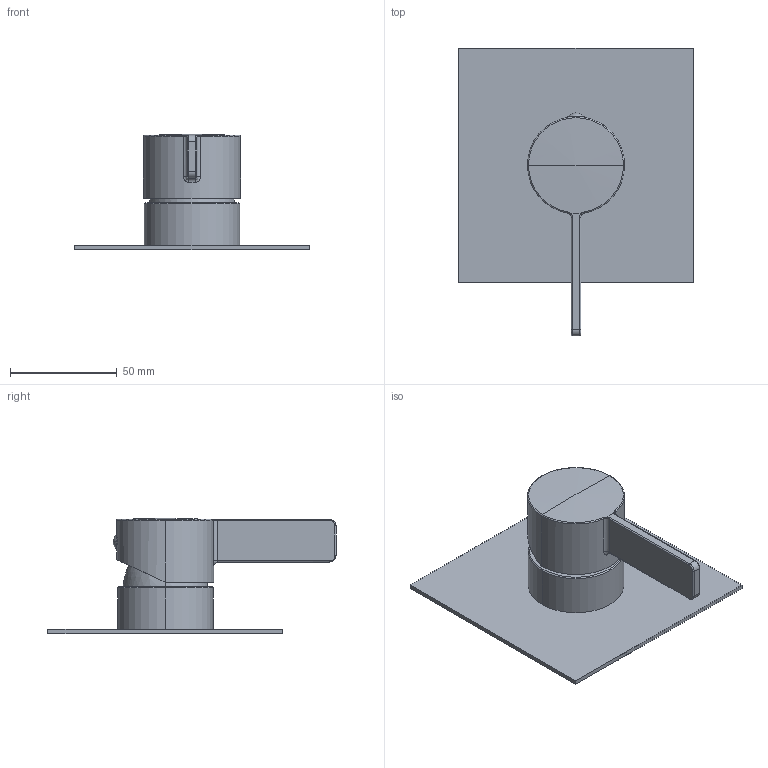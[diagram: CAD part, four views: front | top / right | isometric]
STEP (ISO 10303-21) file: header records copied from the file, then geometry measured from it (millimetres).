
FILE_DESCRIPTION((''),'2;1');
FILE_NAME('RO010CR-M','2021-01-15T14:48:11',('ut3'),('PAFFONI SpA'),'CREO PARAMETRIC BY PTC INC, 2020044','CREO PARAMETRIC BY PTC INC, 2020044','');
FILE_SCHEMA(('CONFIG_CONTROL_DESIGN','SHAPE_APPEARANCE_LAYERS_GROUPS'));
Length unit declared in the file: millimetre
Products named in the file (1): RO010CR-M
Bounding box: 110 x 135 x 54.1 mm (x, y, z)
Volume: 55751 mm3; surface area: 47042.1 mm2
Topology: 2 solids, 2 shells, 151 faces, 354 edges, 212 vertices
Faces by surface type: plane 50, cylinder 47, cone 21, torus 17, bspline 14, sphere 2
Entity records: 6466 total; most frequent: CARTESIAN_POINT 1974, DIRECTION 711, ORIENTED_EDGE 700, EDGE_CURVE 350, AXIS2_PLACEMENT_3D 280, VERTEX_POINT 212, EDGE_LOOP 162, VECTOR 151
